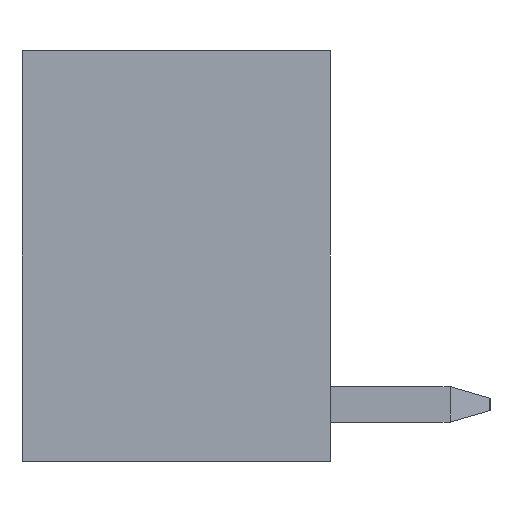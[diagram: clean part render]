
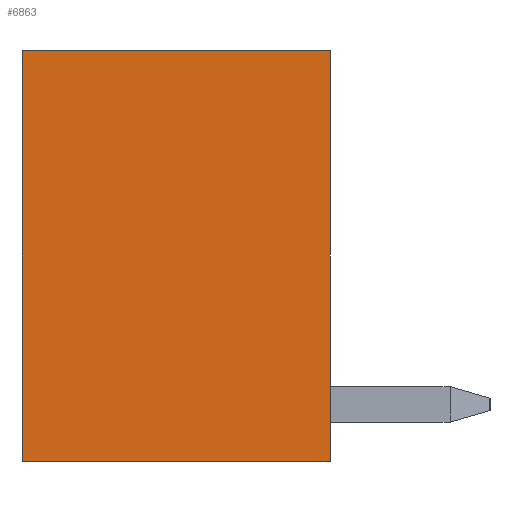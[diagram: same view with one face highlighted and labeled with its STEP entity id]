
A CAD part, left-side view. The second image highlights one B-rep face of the part: STEP entity #6863.
In plain terms, the highlighted planar face has unit normal (-1, 0, 0).
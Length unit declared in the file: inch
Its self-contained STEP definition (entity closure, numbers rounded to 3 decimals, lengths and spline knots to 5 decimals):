
#1=DIRECTION('',(0.,-1.,0.));
#2=VECTOR('',#1,0.27);
#3=CARTESIAN_POINT('',(-0.8545,0.27,0.18));
#4=LINE('',#3,#2);
#701=DIRECTION('',(0.,0.,-1.));
#702=VECTOR('',#701,0.36);
#703=CARTESIAN_POINT('',(-0.8545,0.27,0.18));
#704=LINE('',#703,#702);
#705=DIRECTION('',(0.,0.,-1.));
#706=VECTOR('',#705,0.36);
#707=CARTESIAN_POINT('',(-0.8545,0.,0.18));
#708=LINE('',#707,#706);
#909=DIRECTION('',(0.,-1.,0.));
#910=VECTOR('',#909,0.27);
#911=CARTESIAN_POINT('',(-0.8545,0.27,-0.18));
#912=LINE('',#911,#910);
#4921=CARTESIAN_POINT('',(-0.8545,0.27,0.18));
#4922=CARTESIAN_POINT('',(-0.8545,0.,0.18));
#4923=VERTEX_POINT('',#4921);
#4924=VERTEX_POINT('',#4922);
#4929=CARTESIAN_POINT('',(-0.8545,0.27,-0.18));
#4930=CARTESIAN_POINT('',(-0.8545,0.,-0.18));
#4931=VERTEX_POINT('',#4929);
#4932=VERTEX_POINT('',#4930);
#6849=CARTESIAN_POINT('',(-0.8545,0.27,0.18));
#6850=DIRECTION('',(-1.,0.,0.));
#6851=DIRECTION('',(0.,-1.,0.));
#6852=AXIS2_PLACEMENT_3D('',#6849,#6850,#6851);
#6853=PLANE('',#6852);
#6854=ORIENTED_EDGE('',*,*,#6478,.T.);
#6856=ORIENTED_EDGE('',*,*,#6855,.T.);
#6858=ORIENTED_EDGE('',*,*,#6857,.F.);
#6860=ORIENTED_EDGE('',*,*,#6859,.F.);
#6861=EDGE_LOOP('',(#6854,#6856,#6858,#6860));
#6862=FACE_OUTER_BOUND('',#6861,.F.);
#6863=ADVANCED_FACE('',(#6862),#6853,.T.);
#6478=EDGE_CURVE('',#4923,#4924,#4,.T.);
#6855=EDGE_CURVE('',#4924,#4932,#708,.T.);
#6857=EDGE_CURVE('',#4931,#4932,#912,.T.);
#6859=EDGE_CURVE('',#4923,#4931,#704,.T.);
